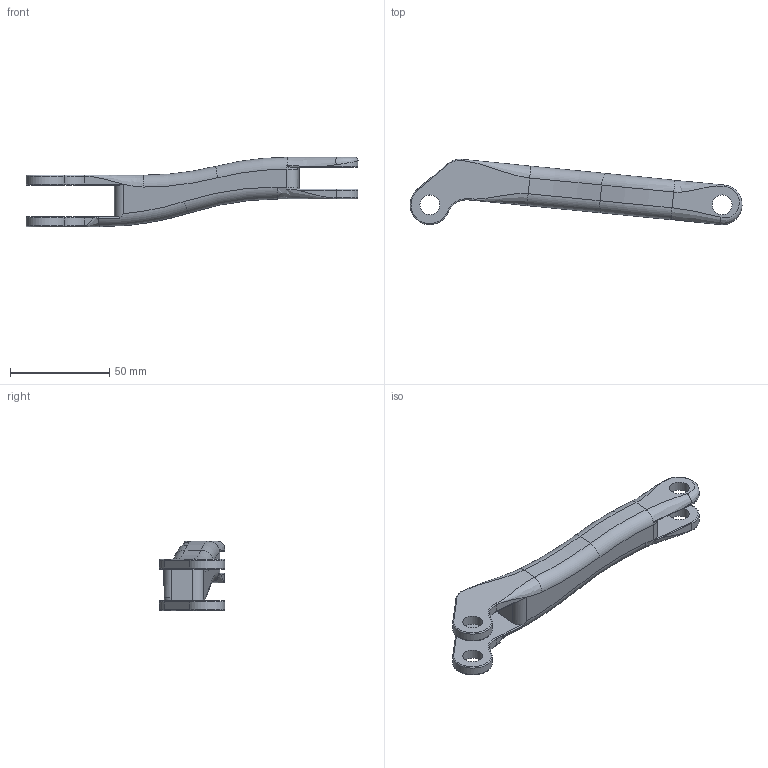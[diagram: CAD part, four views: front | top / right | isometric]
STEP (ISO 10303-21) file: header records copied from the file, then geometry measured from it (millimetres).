
FILE_DESCRIPTION(/* description */ ('STEP AP242','CAx-IF Rec.Pracs.---Representation and Presentation of Product Manufacturing Information (PMI)---4.0---2014-10-13','CAx-IF Rec.Pracs.---3D Tessellated Geometry---0.4---2014-09-14','2;1'),/* implementation_level */ '2;1');
FILE_NAME(/* name */ '66c63e954c2e2a4146ecebb7',/* time_stamp */ '2024-08-21T19:23:01Z',/* author */ (''),/* organization */ (''),/* preprocessor_version */ 'ST-DEVELOPER v20',/* originating_system */ ' ',/* authorisation */ ' ');
FILE_SCHEMA (('AP242_MANAGED_MODEL_BASED_3D_ENGINEERING_MIM_LF { 1 0 10303 442 1 1 4 }'));
Length unit declared in the file: metre
Products named in the file (1): linkageR
Bounding box: 167.49 x 32.98 x 35 mm (x, y, z)
Volume: 50104.9 mm3; surface area: 14762.7 mm2
Topology: 1 solids, 1 shells, 95 faces, 230 edges, 137 vertices
Faces by surface type: cylinder 32, torus 23, plane 22, bspline 18
Full cylindrical faces by diameter (mm): 10 x4
Entity records: 3429 total; most frequent: CARTESIAN_POINT 1380, ORIENTED_EDGE 448, DIRECTION 400, EDGE_CURVE 224, AXIS2_PLACEMENT_3D 173, VERTEX_POINT 135, EDGE_LOOP 107, FACE_BOUND 107
